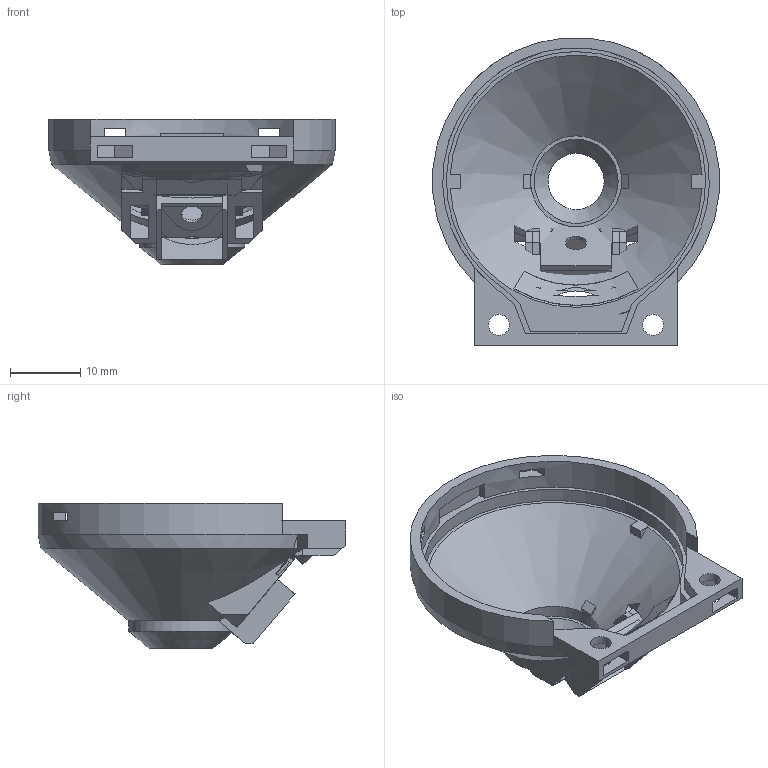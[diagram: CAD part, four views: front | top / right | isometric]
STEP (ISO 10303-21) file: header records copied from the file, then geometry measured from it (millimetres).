
FILE_DESCRIPTION(/* description */ (''),/* implementation_level */ '2;1');
FILE_NAME(/* name */ 'Eyepiece EyeR V6 v5.step',/* time_stamp */ '2024-03-25T07:11:11-04:00',/* author */ (''),/* organization */ (''),/* preprocessor_version */ 'ST-DEVELOPER v20',/* originating_system */ 'Autodesk Translation Framework v12.20.1.177',/* authorisation */ '');
FILE_SCHEMA (('AUTOMOTIVE_DESIGN { 1 0 10303 214 3 1 1 }'));
Length unit declared in the file: millimetre
Products named in the file (3): Eyepiece EyeR V6; Component1; Eye-R module V4 v5
Assembly tree (2 placements, depth 2):
  Eyepiece EyeR V6
    Component1
    Eye-R module V4 v5
Bounding box: 40.84 x 43.93 x 20.75 mm (x, y, z)
Volume: 3121.7 mm3; surface area: 6643.3 mm2
Topology: 5 solids, 5 shells, 253 faces, 731 edges, 483 vertices
Faces by surface type: plane 213, cylinder 18, cone 17, bspline 5
Full cylindrical faces by diameter (mm): 3 x5, 13 x1, 15 x1
Entity records: 8298 total; most frequent: CARTESIAN_POINT 1825, ORIENTED_EDGE 1464, DIRECTION 1198, EDGE_CURVE 732, LINE 484, VECTOR 484, VERTEX_POINT 483, AXIS2_PLACEMENT_3D 357
